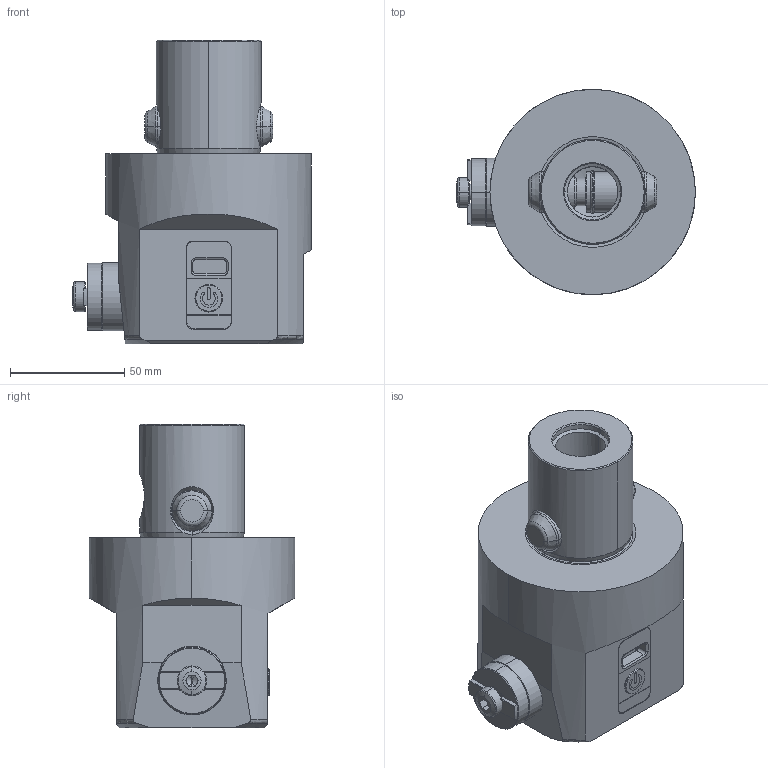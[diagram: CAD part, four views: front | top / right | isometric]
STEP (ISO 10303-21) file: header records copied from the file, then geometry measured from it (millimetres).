
FILE_DESCRIPTION(('no description'),'unknown implementation level');
FILE_NAME('2B14BD39-D316-4408-A3EC-188B8C36A652_export.stp',' ',('CIMSOURCE GmbH'),('CADClick - KiM GmbH - www.kimweb.de'),'unknown preprocess','ACIS','unknown authorization');
FILE_SCHEMA(('automotive_design'));
Length unit declared in the file: millimetre
Products named in the file (7): 310.870 KAISER Ausdrehkopf EWE100-203CKB7|395.171 KAISER Batteriedeckel EWE_Battery III;Fase3; 310.870 KAISER Ausdrehkopf EWE100-203CKB7|395.156 KAISER Hauptdeckel EWE;NONE; 310.870 KAISER Ausdrehkopf EWE100-203CKB7|690.141 KAISER Schraube M8x16;Fl�che6; 310.870 KAISER Ausdrehkopf EWE100-203CKB7|395.187 KAISER Werkzeugtr�ger EWE100-203;Fl�che4; 310.870 KAISER Ausdrehkopf EWE100-203CKB7|395.189 KAISER Werkzeugk�rper EWE100-203-CKB7;Schnitt-Rotation16; 310.870 KAISER Ausdrehkopf EWE100-203CKB7|691.507 KAISER Mitnehmerbolzen|693.306 Sprengring;Schnitt-Linear austragen1; 310.870 KAISER Ausdrehkopf EWE100-203CKB7|691.507 KAISER Mitnehmerbolzen|691.527 Mitnehmerbolzen;Rotation1
Bounding box: 104.61 x 90 x 133.2 mm (x, y, z)
Volume: 513087.7 mm3; surface area: 72008.6 mm2
Topology: 7 solids, 8 shells, 618 faces, 1441 edges, 840 vertices
Faces by surface type: plane 200, cylinder 196, cone 137, torus 85
Entity records: 34374 total; most frequent: CARTESIAN_POINT 3766, DIRECTION 3209, STYLED_ITEM 2884, PRESENTATION_STYLE_ASSIGNMENT 2884, COLOUR_RGB 2884, ORIENTED_EDGE 2838, EDGE_CURVE 1419, CURVE_STYLE 1419
